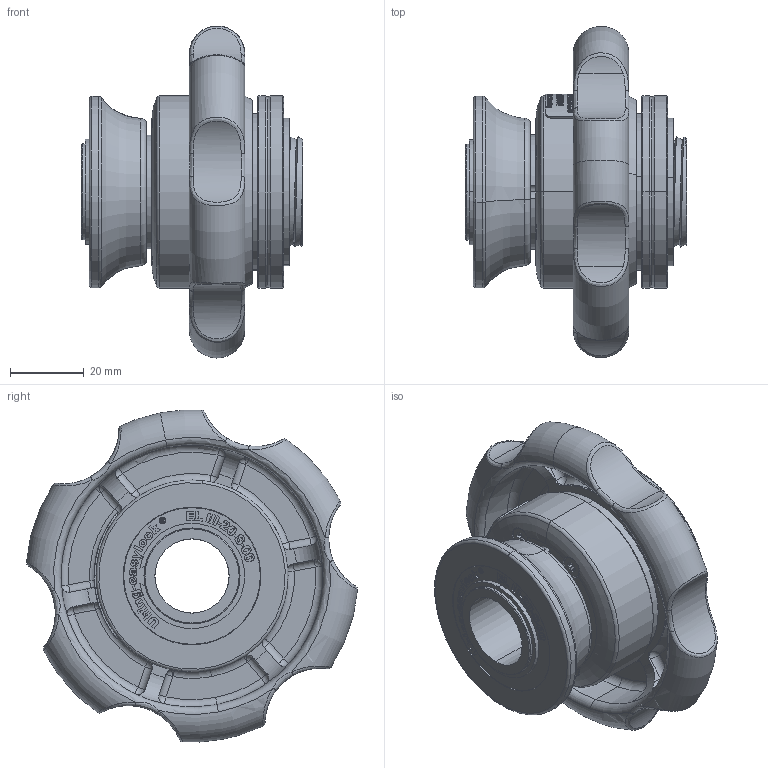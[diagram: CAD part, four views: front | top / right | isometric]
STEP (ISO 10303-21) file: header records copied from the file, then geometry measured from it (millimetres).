
FILE_DESCRIPTION (( 'STEP AP214' ), '1' );
FILE_NAME ('EL III-20-S-00.STEP', '2019-11-08T06:25:52', ( '' ), ( '' ), 'SwSTEP 2.0', 'SolidWorks 2019', '' );
FILE_SCHEMA (( 'AUTOMOTIVE_DESIGN' ));
Length unit declared in the file: millimetre
Products named in the file (1): EL III-20-S-00
Bounding box: 59.9 x 89.67 x 89.88 mm (x, y, z)
Volume: 89685.5 mm3; surface area: 62252 mm2
Topology: 38 solids, 38 shells, 2468 faces, 6426 edges, 4147 vertices
Faces by surface type: bspline 1041, plane 880, cylinder 381, cone 83, torus 55, sphere 28
Entity records: 178387 total; most frequent: CARTESIAN_POINT 98654, ORIENTED_EDGE 12628, DIRECTION 7496, EDGE_CURVE 6314, VERTEX_POINT 4135, B_SPLINE_CURVE_WITH_KNOTS 2842, EDGE_LOOP 2725, AXIS2_PLACEMENT_3D 2602
